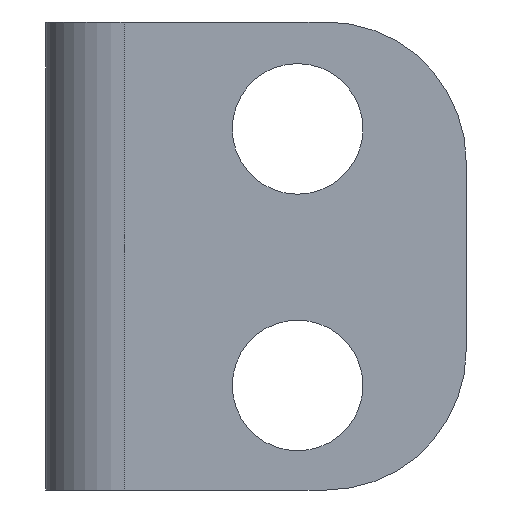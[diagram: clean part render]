
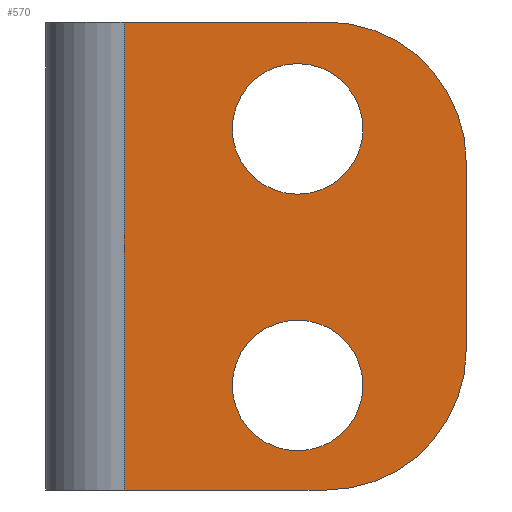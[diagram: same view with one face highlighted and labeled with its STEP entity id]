
A CAD part, front view. The second image highlights one B-rep face of the part: STEP entity #570.
In plain terms, the highlighted planar face has unit normal (0, -1, 0).
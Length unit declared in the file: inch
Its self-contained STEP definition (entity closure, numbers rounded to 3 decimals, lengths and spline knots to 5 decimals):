
#14=DIRECTION('',(-1.,0.,0.));
#15=VECTOR('',#14,0.17);
#16=CARTESIAN_POINT('',(0.236,0.,0.));
#17=LINE('',#16,#15);
#125=DIRECTION('',(-1.,0.,0.));
#126=VECTOR('',#125,0.17);
#127=CARTESIAN_POINT('',(0.236,0.,-0.394));
#128=LINE('',#127,#126);
#133=CARTESIAN_POINT('',(0.236,0.,-0.276));
#134=DIRECTION('',(0.,-1.,0.));
#135=DIRECTION('',(0.,0.,-1.));
#136=AXIS2_PLACEMENT_3D('',#133,#134,#135);
#147=DIRECTION('',(0.,0.,-1.));
#148=VECTOR('',#147,0.158);
#149=CARTESIAN_POINT('',(0.354,0.,-0.118));
#150=LINE('',#149,#148);
#151=CARTESIAN_POINT('',(0.212,0.,-0.09));
#152=DIRECTION('',(0.,1.,0.));
#153=DIRECTION('',(0.,0.,-1.));
#154=AXIS2_PLACEMENT_3D('',#151,#152,#153);
#156=CARTESIAN_POINT('',(0.212,0.,-0.09));
#157=DIRECTION('',(0.,1.,0.));
#158=DIRECTION('',(0.,0.,1.));
#159=AXIS2_PLACEMENT_3D('',#156,#157,#158);
#161=CARTESIAN_POINT('',(0.212,0.,-0.306));
#162=DIRECTION('',(0.,1.,0.));
#163=DIRECTION('',(0.,0.,-1.));
#164=AXIS2_PLACEMENT_3D('',#161,#162,#163);
#166=CARTESIAN_POINT('',(0.212,0.,-0.306));
#167=DIRECTION('',(0.,1.,0.));
#168=DIRECTION('',(0.,0.,1.));
#169=AXIS2_PLACEMENT_3D('',#166,#167,#168);
#171=DIRECTION('',(0.,0.,-1.));
#172=VECTOR('',#171,0.394);
#173=CARTESIAN_POINT('',(0.066,0.,0.));
#174=LINE('',#173,#172);
#188=CARTESIAN_POINT('',(0.236,0.,-0.118));
#189=DIRECTION('',(0.,-1.,0.));
#190=DIRECTION('',(1.,0.,0.));
#191=AXIS2_PLACEMENT_3D('',#188,#189,#190);
#321=CARTESIAN_POINT('',(0.066,0.,0.));
#323=VERTEX_POINT('',#321);
#329=CARTESIAN_POINT('',(0.066,0.,-0.394));
#331=VERTEX_POINT('',#329);
#334=CARTESIAN_POINT('',(0.236,0.,-0.394));
#336=VERTEX_POINT('',#334);
#337=CARTESIAN_POINT('',(0.354,0.,-0.276));
#338=VERTEX_POINT('',#337);
#357=CARTESIAN_POINT('',(0.236,0.,0.));
#359=VERTEX_POINT('',#357);
#363=CARTESIAN_POINT('',(0.354,0.,-0.118));
#364=VERTEX_POINT('',#363);
#365=CARTESIAN_POINT('',(0.212,0.,-0.145));
#366=CARTESIAN_POINT('',(0.212,0.,-0.035));
#367=VERTEX_POINT('',#365);
#368=VERTEX_POINT('',#366);
#369=CARTESIAN_POINT('',(0.212,0.,-0.361));
#370=CARTESIAN_POINT('',(0.212,0.,-0.251));
#371=VERTEX_POINT('',#369);
#372=VERTEX_POINT('',#370);
#542=CARTESIAN_POINT('',(0.354,0.,0.));
#543=DIRECTION('',(0.,-1.,0.));
#544=DIRECTION('',(-1.,0.,0.));
#545=AXIS2_PLACEMENT_3D('',#542,#543,#544);
#546=PLANE('',#545);
#547=ORIENTED_EDGE('',*,*,#533,.F.);
#548=ORIENTED_EDGE('',*,*,#522,.T.);
#550=ORIENTED_EDGE('',*,*,#549,.F.);
#551=ORIENTED_EDGE('',*,*,#428,.F.);
#553=ORIENTED_EDGE('',*,*,#552,.F.);
#555=ORIENTED_EDGE('',*,*,#554,.T.);
#556=EDGE_LOOP('',(#547,#548,#550,#551,#553,#555));
#557=FACE_OUTER_BOUND('',#556,.F.);
#559=ORIENTED_EDGE('',*,*,#558,.F.);
#561=ORIENTED_EDGE('',*,*,#560,.F.);
#562=EDGE_LOOP('',(#559,#561));
#563=FACE_BOUND('',#562,.F.);
#565=ORIENTED_EDGE('',*,*,#564,.F.);
#567=ORIENTED_EDGE('',*,*,#566,.F.);
#568=EDGE_LOOP('',(#565,#567));
#569=FACE_BOUND('',#568,.F.);
#570=ADVANCED_FACE('',(#557,#563,#569),#546,.T.);
#137=CIRCLE('',#136,0.118);
#155=CIRCLE('',#154,0.055);
#160=CIRCLE('',#159,0.055);
#165=CIRCLE('',#164,0.055);
#170=CIRCLE('',#169,0.055);
#192=CIRCLE('',#191,0.118);
#428=EDGE_CURVE('',#359,#323,#17,.T.);
#522=EDGE_CURVE('',#336,#331,#128,.T.);
#533=EDGE_CURVE('',#336,#338,#137,.T.);
#549=EDGE_CURVE('',#323,#331,#174,.T.);
#552=EDGE_CURVE('',#364,#359,#192,.T.);
#554=EDGE_CURVE('',#364,#338,#150,.T.);
#558=EDGE_CURVE('',#367,#368,#155,.T.);
#560=EDGE_CURVE('',#368,#367,#160,.T.);
#564=EDGE_CURVE('',#371,#372,#165,.T.);
#566=EDGE_CURVE('',#372,#371,#170,.T.);
